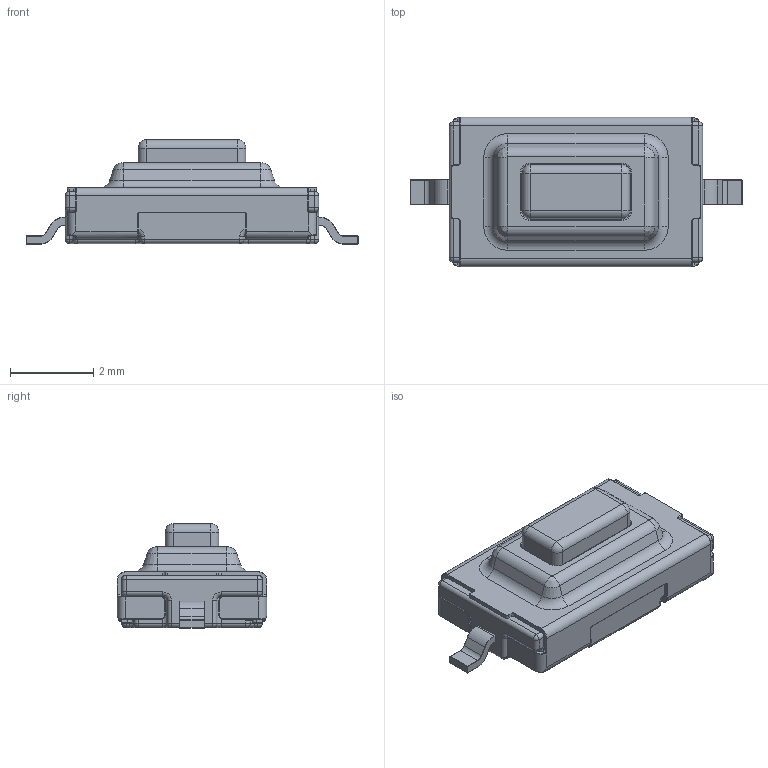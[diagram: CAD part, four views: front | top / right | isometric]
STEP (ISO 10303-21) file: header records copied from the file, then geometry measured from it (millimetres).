
FILE_DESCRIPTION(/* description */ (''),/* implementation_level */ '2;1');
FILE_NAME(/* name */ 'Tactile Switch SMD 6x3.6mm H=2.5mm RS-282G05A3-SM RT.step',/* time_stamp */ '2021-03-16T19:11:45+01:00',/* author */ (''),/* organization */ (''),/* preprocessor_version */ 'ST-DEVELOPER v18.1',/* originating_system */ 'Autodesk Translation Framework v9.7.0.1280',/* authorisation */ '');
FILE_SCHEMA (('AUTOMOTIVE_DESIGN { 1 0 10303 214 3 1 1 }'));
Length unit declared in the file: millimetre
Products named in the file (1): Tactile Switch SMD 6x3.6mm H=2.5mm RS-282G05A3-SM RT
Bounding box: 8 x 3.6 x 2.52 mm (x, y, z)
Volume: 35 mm3; surface area: 150 mm2
Topology: 2 solids, 2 shells, 617 faces, 1396 edges, 787 vertices
Faces by surface type: cylinder 288, torus 147, plane 117, sphere 40, bspline 21, cone 4
Entity records: 18360 total; most frequent: CARTESIAN_POINT 3591, DIRECTION 3296, ORIENTED_EDGE 2790, EDGE_CURVE 1395, AXIS2_PLACEMENT_3D 1348, VERTEX_POINT 787, CIRCLE 733, EDGE_LOOP 622
